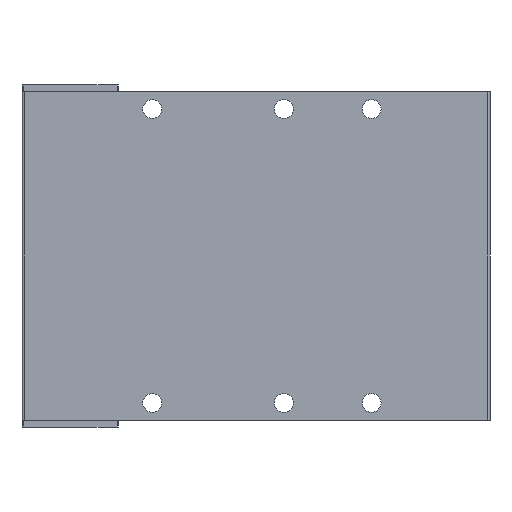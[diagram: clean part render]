
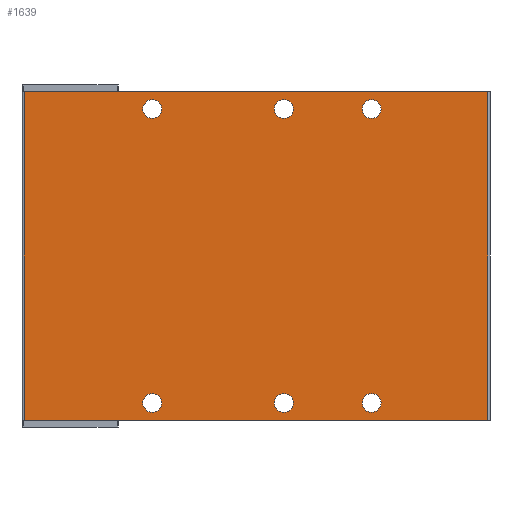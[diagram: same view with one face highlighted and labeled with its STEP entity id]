
A CAD part, front view. The second image highlights one B-rep face of the part: STEP entity #1639.
In plain terms, the highlighted planar face has unit normal (0, -1, 0).
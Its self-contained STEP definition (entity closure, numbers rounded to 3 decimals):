
#69 = ORIENTED_EDGE ( 'NONE', *, *, #685, .T. ) ;
#294 = DIRECTION ( 'NONE',  ( 0., 0., -1. ) ) ;
#353 = EDGE_LOOP ( 'NONE', ( #5560, #1329, #69, #6389 ) ) ;
#368 = CIRCLE ( 'NONE', #3074, 2.15 ) ;
#395 = ORIENTED_EDGE ( 'NONE', *, *, #7020, .T. ) ;
#485 = VERTEX_POINT ( 'NONE', #5173 ) ;
#494 = CARTESIAN_POINT ( 'NONE',  ( 59.7, 0., -4. ) ) ;
#606 = CIRCLE ( 'NONE', #1640, 2.15 ) ;
#628 = EDGE_LOOP ( 'NONE', ( #2251, #6399 ) ) ;
#664 = VERTEX_POINT ( 'NONE', #3494 ) ;
#685 = EDGE_CURVE ( 'NONE', #485, #7820, #7363, .T. ) ;
#790 = EDGE_CURVE ( 'NONE', #2203, #2211, #3052, .T. ) ;
#811 = VERTEX_POINT ( 'NONE', #2872 ) ;
#816 = AXIS2_PLACEMENT_3D ( 'NONE', #1458, #7509, #3271 ) ;
#830 = EDGE_CURVE ( 'NONE', #811, #485, #3996, .T. ) ;
#1003 = ORIENTED_EDGE ( 'NONE', *, *, #3244, .T. ) ;
#1102 = DIRECTION ( 'NONE',  ( 0., 0., -1. ) ) ;
#1287 = ORIENTED_EDGE ( 'NONE', *, *, #7638, .T. ) ;
#1329 = ORIENTED_EDGE ( 'NONE', *, *, #830, .T. ) ;
#1357 = VERTEX_POINT ( 'NONE', #4560 ) ;
#1427 = VERTEX_POINT ( 'NONE', #4099 ) ;
#1457 = CIRCLE ( 'NONE', #4675, 2.15 ) ;
#1458 = CARTESIAN_POINT ( 'NONE',  ( 79.7, 0., -71. ) ) ;
#1465 = VECTOR ( 'NONE', #6516, 1000. ) ;
#1547 = DIRECTION ( 'NONE',  ( 0., 0., -1. ) ) ;
#1568 = ORIENTED_EDGE ( 'NONE', *, *, #5425, .T. ) ;
#1581 = CARTESIAN_POINT ( 'NONE',  ( 79.7, 0., -4. ) ) ;
#1639 = ADVANCED_FACE ( 'NONE', ( #1909, #2599, #7354, #5070, #1991, #3032, #5501 ), #2435, .T. ) ;
#1640 = AXIS2_PLACEMENT_3D ( 'NONE', #6477, #3291, #2791 ) ;
#1643 = CIRCLE ( 'NONE', #1766, 2.15 ) ;
#1665 = CARTESIAN_POINT ( 'NONE',  ( 0.5, 0., 0. ) ) ;
#1669 = DIRECTION ( 'NONE',  ( 0., 0., -1. ) ) ;
#1766 = AXIS2_PLACEMENT_3D ( 'NONE', #3992, #5772, #2760 ) ;
#1844 = VERTEX_POINT ( 'NONE', #5416 ) ;
#1909 = FACE_OUTER_BOUND ( 'NONE', #353, .T. ) ;
#1944 = CARTESIAN_POINT ( 'NONE',  ( 79.7, 0., -1.85 ) ) ;
#1983 = CARTESIAN_POINT ( 'NONE',  ( 59.7, 0., -73.15 ) ) ;
#1991 = FACE_BOUND ( 'NONE', #3706, .T. ) ;
#2203 = VERTEX_POINT ( 'NONE', #3233 ) ;
#2211 = VERTEX_POINT ( 'NONE', #1983 ) ;
#2226 = CARTESIAN_POINT ( 'NONE',  ( 59.7, 0., -4. ) ) ;
#2251 = ORIENTED_EDGE ( 'NONE', *, *, #7106, .T. ) ;
#2263 = AXIS2_PLACEMENT_3D ( 'NONE', #5733, #7585, #5202 ) ;
#2401 = VERTEX_POINT ( 'NONE', #7895 ) ;
#2435 = PLANE ( 'NONE',  #6284 ) ;
#2521 = ORIENTED_EDGE ( 'NONE', *, *, #2602, .T. ) ;
#2555 = AXIS2_PLACEMENT_3D ( 'NONE', #494, #7240, #1102 ) ;
#2599 = FACE_BOUND ( 'NONE', #5448, .T. ) ;
#2602 = EDGE_CURVE ( 'NONE', #1427, #5318, #7270, .T. ) ;
#2686 = DIRECTION ( 'NONE',  ( 0., 1., 0. ) ) ;
#2724 = DIRECTION ( 'NONE',  ( 0., 0., -1. ) ) ;
#2753 = CARTESIAN_POINT ( 'NONE',  ( 0.5, 0., 0. ) ) ;
#2760 = DIRECTION ( 'NONE',  ( 0., 0., -1. ) ) ;
#2791 = DIRECTION ( 'NONE',  ( 0., 0., -1. ) ) ;
#2872 = CARTESIAN_POINT ( 'NONE',  ( 106.2, 0., -75. ) ) ;
#2907 = CIRCLE ( 'NONE', #2263, 2.15 ) ;
#2909 = DIRECTION ( 'NONE',  ( 0., 1., 0. ) ) ;
#2930 = CIRCLE ( 'NONE', #5789, 2.15 ) ;
#2939 = EDGE_CURVE ( 'NONE', #7820, #3717, #7334, .T. ) ;
#2977 = EDGE_LOOP ( 'NONE', ( #3887, #7853 ) ) ;
#3032 = FACE_BOUND ( 'NONE', #7098, .T. ) ;
#3052 = CIRCLE ( 'NONE', #7576, 2.15 ) ;
#3074 = AXIS2_PLACEMENT_3D ( 'NONE', #1581, #4778, #294 ) ;
#3233 = CARTESIAN_POINT ( 'NONE',  ( 59.7, 0., -68.85 ) ) ;
#3244 = EDGE_CURVE ( 'NONE', #6275, #1844, #2907, .T. ) ;
#3266 = CARTESIAN_POINT ( 'NONE',  ( 29.7, 0., -71. ) ) ;
#3271 = DIRECTION ( 'NONE',  ( 0., 0., -1. ) ) ;
#3291 = DIRECTION ( 'NONE',  ( 0., 1., 0. ) ) ;
#3329 = VECTOR ( 'NONE', #7164, 1000. ) ;
#3368 = DIRECTION ( 'NONE',  ( 0., 0., -1. ) ) ;
#3476 = CARTESIAN_POINT ( 'NONE',  ( 0.5, 0., -75. ) ) ;
#3487 = DIRECTION ( 'NONE',  ( 0., 1., 0. ) ) ;
#3494 = CARTESIAN_POINT ( 'NONE',  ( 59.7, 0., -1.85 ) ) ;
#3604 = DIRECTION ( 'NONE',  ( 0., 0., -1. ) ) ;
#3706 = EDGE_LOOP ( 'NONE', ( #4759, #1568 ) ) ;
#3709 = AXIS2_PLACEMENT_3D ( 'NONE', #5116, #2686, #2724 ) ;
#3717 = VERTEX_POINT ( 'NONE', #4175 ) ;
#3756 = CARTESIAN_POINT ( 'NONE',  ( 59.7, 0., -6.15 ) ) ;
#3789 = ORIENTED_EDGE ( 'NONE', *, *, #790, .T. ) ;
#3851 = CIRCLE ( 'NONE', #3709, 2.15 ) ;
#3887 = ORIENTED_EDGE ( 'NONE', *, *, #7807, .T. ) ;
#3992 = CARTESIAN_POINT ( 'NONE',  ( 79.7, 0., -71. ) ) ;
#3996 = LINE ( 'NONE', #4029, #3329 ) ;
#4029 = CARTESIAN_POINT ( 'NONE',  ( 106.2, 0., -75. ) ) ;
#4099 = CARTESIAN_POINT ( 'NONE',  ( 29.7, 0., -73.15 ) ) ;
#4115 = CIRCLE ( 'NONE', #5926, 2.15 ) ;
#4175 = CARTESIAN_POINT ( 'NONE',  ( 0.5, 0., -75. ) ) ;
#4179 = DIRECTION ( 'NONE',  ( 0., 1., 0. ) ) ;
#4290 = EDGE_CURVE ( 'NONE', #5318, #1427, #1457, .T. ) ;
#4297 = CIRCLE ( 'NONE', #816, 2.15 ) ;
#4300 = DIRECTION ( 'NONE',  ( 0., -1., 0. ) ) ;
#4354 = VERTEX_POINT ( 'NONE', #3756 ) ;
#4512 = EDGE_CURVE ( 'NONE', #5485, #2401, #4297, .T. ) ;
#4560 = CARTESIAN_POINT ( 'NONE',  ( 79.7, 0., -6.15 ) ) ;
#4590 = VECTOR ( 'NONE', #7753, 1000. ) ;
#4675 = AXIS2_PLACEMENT_3D ( 'NONE', #6624, #7754, #1547 ) ;
#4688 = DIRECTION ( 'NONE',  ( 1., 0., 0. ) ) ;
#4759 = ORIENTED_EDGE ( 'NONE', *, *, #4512, .T. ) ;
#4778 = DIRECTION ( 'NONE',  ( 0., 1., 0. ) ) ;
#4907 = CARTESIAN_POINT ( 'NONE',  ( 0.5, 0., -75. ) ) ;
#5002 = VERTEX_POINT ( 'NONE', #1944 ) ;
#5070 = FACE_BOUND ( 'NONE', #2977, .T. ) ;
#5116 = CARTESIAN_POINT ( 'NONE',  ( 59.7, 0., -71. ) ) ;
#5173 = CARTESIAN_POINT ( 'NONE',  ( 106.2, 0., 0. ) ) ;
#5202 = DIRECTION ( 'NONE',  ( 0., 0., -1. ) ) ;
#5318 = VERTEX_POINT ( 'NONE', #6772 ) ;
#5384 = DIRECTION ( 'NONE',  ( 0., 0., -1. ) ) ;
#5416 = CARTESIAN_POINT ( 'NONE',  ( 29.7, 0., -1.85 ) ) ;
#5423 = CARTESIAN_POINT ( 'NONE',  ( 59.7, 0., -71. ) ) ;
#5425 = EDGE_CURVE ( 'NONE', #2401, #5485, #1643, .T. ) ;
#5448 = EDGE_LOOP ( 'NONE', ( #1003, #1287 ) ) ;
#5485 = VERTEX_POINT ( 'NONE', #6521 ) ;
#5494 = VECTOR ( 'NONE', #4688, 1000. ) ;
#5501 = FACE_BOUND ( 'NONE', #7312, .T. ) ;
#5542 = EDGE_CURVE ( 'NONE', #664, #4354, #6945, .T. ) ;
#5560 = ORIENTED_EDGE ( 'NONE', *, *, #6211, .T. ) ;
#5733 = CARTESIAN_POINT ( 'NONE',  ( 29.7, 0., -4. ) ) ;
#5772 = DIRECTION ( 'NONE',  ( 0., 1., 0. ) ) ;
#5789 = AXIS2_PLACEMENT_3D ( 'NONE', #2226, #2909, #5384 ) ;
#5898 = LINE ( 'NONE', #7178, #5494 ) ;
#5926 = AXIS2_PLACEMENT_3D ( 'NONE', #6638, #4179, #1669 ) ;
#6211 = EDGE_CURVE ( 'NONE', #3717, #811, #5898, .T. ) ;
#6275 = VERTEX_POINT ( 'NONE', #6585 ) ;
#6284 = AXIS2_PLACEMENT_3D ( 'NONE', #4907, #4300, #3368 ) ;
#6389 = ORIENTED_EDGE ( 'NONE', *, *, #2939, .T. ) ;
#6399 = ORIENTED_EDGE ( 'NONE', *, *, #5542, .T. ) ;
#6477 = CARTESIAN_POINT ( 'NONE',  ( 79.7, 0., -4. ) ) ;
#6516 = DIRECTION ( 'NONE',  ( -1., 0., 0. ) ) ;
#6521 = CARTESIAN_POINT ( 'NONE',  ( 79.7, 0., -73.15 ) ) ;
#6585 = CARTESIAN_POINT ( 'NONE',  ( 29.7, 0., -6.15 ) ) ;
#6624 = CARTESIAN_POINT ( 'NONE',  ( 29.7, 0., -71. ) ) ;
#6638 = CARTESIAN_POINT ( 'NONE',  ( 29.7, 0., -4. ) ) ;
#6676 = DIRECTION ( 'NONE',  ( 0., 1., 0. ) ) ;
#6772 = CARTESIAN_POINT ( 'NONE',  ( 29.7, 0., -68.85 ) ) ;
#6945 = CIRCLE ( 'NONE', #2555, 2.15 ) ;
#6976 = EDGE_CURVE ( 'NONE', #5002, #1357, #606, .T. ) ;
#7020 = EDGE_CURVE ( 'NONE', #2211, #2203, #3851, .T. ) ;
#7040 = AXIS2_PLACEMENT_3D ( 'NONE', #3266, #3487, #7200 ) ;
#7098 = EDGE_LOOP ( 'NONE', ( #395, #3789 ) ) ;
#7106 = EDGE_CURVE ( 'NONE', #4354, #664, #2930, .T. ) ;
#7164 = DIRECTION ( 'NONE',  ( 0., 0., 1. ) ) ;
#7178 = CARTESIAN_POINT ( 'NONE',  ( 0.5, 0., -75. ) ) ;
#7200 = DIRECTION ( 'NONE',  ( 0., 0., -1. ) ) ;
#7240 = DIRECTION ( 'NONE',  ( 0., 1., 0. ) ) ;
#7270 = CIRCLE ( 'NONE', #7040, 2.15 ) ;
#7312 = EDGE_LOOP ( 'NONE', ( #2521, #7885 ) ) ;
#7334 = LINE ( 'NONE', #3476, #4590 ) ;
#7354 = FACE_BOUND ( 'NONE', #628, .T. ) ;
#7363 = LINE ( 'NONE', #1665, #1465 ) ;
#7509 = DIRECTION ( 'NONE',  ( 0., 1., 0. ) ) ;
#7576 = AXIS2_PLACEMENT_3D ( 'NONE', #5423, #6676, #3604 ) ;
#7585 = DIRECTION ( 'NONE',  ( 0., 1., 0. ) ) ;
#7638 = EDGE_CURVE ( 'NONE', #1844, #6275, #4115, .T. ) ;
#7753 = DIRECTION ( 'NONE',  ( 0., 0., -1. ) ) ;
#7754 = DIRECTION ( 'NONE',  ( 0., 1., 0. ) ) ;
#7807 = EDGE_CURVE ( 'NONE', #1357, #5002, #368, .T. ) ;
#7820 = VERTEX_POINT ( 'NONE', #2753 ) ;
#7853 = ORIENTED_EDGE ( 'NONE', *, *, #6976, .T. ) ;
#7885 = ORIENTED_EDGE ( 'NONE', *, *, #4290, .T. ) ;
#7895 = CARTESIAN_POINT ( 'NONE',  ( 79.7, 0., -68.85 ) ) ;
